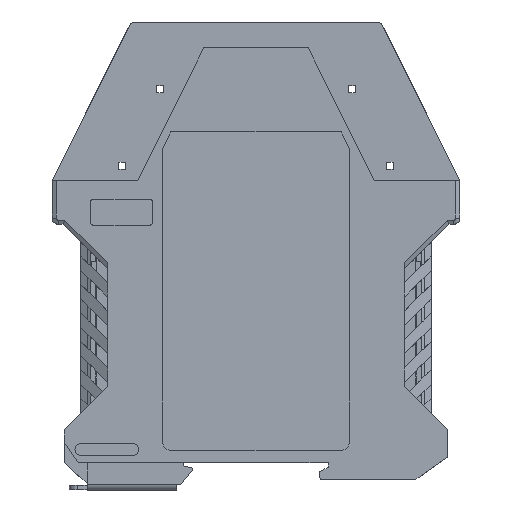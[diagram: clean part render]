
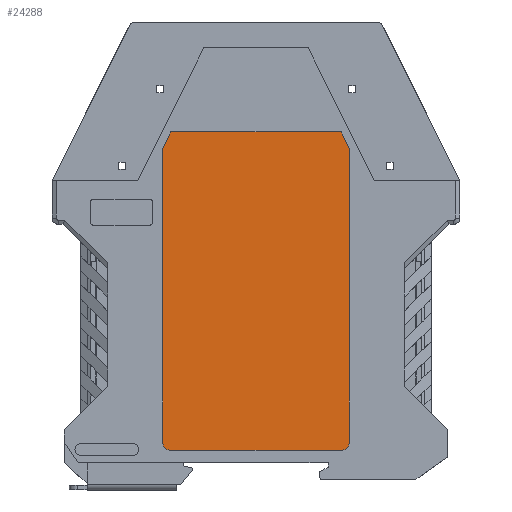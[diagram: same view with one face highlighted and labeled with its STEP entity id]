
A CAD part, top view. The second image highlights one B-rep face of the part: STEP entity #24288.
In plain terms, the highlighted planar face has unit normal (0, 0, 1).
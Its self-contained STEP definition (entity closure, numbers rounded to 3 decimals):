
#1093=FACE_OUTER_BOUND('',#2240,.T.);
#2240=EDGE_LOOP('',(#19459,#19460,#19461,#19462,#19463,#19464,#19465,#19466));
#2817=CIRCLE('',#25804,2.);
#2818=CIRCLE('',#25805,2.);
#5206=LINE('',#37077,#8265);
#5209=LINE('',#37083,#8268);
#5212=LINE('',#37089,#8271);
#5214=LINE('',#37093,#8273);
#5215=LINE('',#37096,#8274);
#5216=LINE('',#37099,#8275);
#8265=VECTOR('',#30477,1.);
#8268=VECTOR('',#30482,1.);
#8271=VECTOR('',#30487,1.);
#8273=VECTOR('',#30491,1.);
#8274=VECTOR('',#30494,1.);
#8275=VECTOR('',#30499,1.);
#10681=VERTEX_POINT('',#37073);
#10682=VERTEX_POINT('',#37075);
#10683=VERTEX_POINT('',#37079);
#10684=VERTEX_POINT('',#37081);
#10685=VERTEX_POINT('',#37085);
#10686=VERTEX_POINT('',#37087);
#10687=VERTEX_POINT('',#37091);
#10688=VERTEX_POINT('',#37095);
#13739=EDGE_CURVE('',#10681,#10682,#5206,.T.);
#13742=EDGE_CURVE('',#10684,#10683,#5209,.T.);
#13745=EDGE_CURVE('',#10685,#10686,#5212,.T.);
#13747=EDGE_CURVE('',#10686,#10687,#5214,.T.);
#13748=EDGE_CURVE('',#10687,#10688,#5215,.T.);
#13749=EDGE_CURVE('',#10688,#10683,#2817,.T.);
#13750=EDGE_CURVE('',#10684,#10681,#2818,.T.);
#13751=EDGE_CURVE('',#10682,#10685,#5216,.T.);
#19459=ORIENTED_EDGE('',*,*,#13747,.T.);
#19460=ORIENTED_EDGE('',*,*,#13748,.T.);
#19461=ORIENTED_EDGE('',*,*,#13749,.T.);
#19462=ORIENTED_EDGE('',*,*,#13742,.F.);
#19463=ORIENTED_EDGE('',*,*,#13750,.T.);
#19464=ORIENTED_EDGE('',*,*,#13739,.T.);
#19465=ORIENTED_EDGE('',*,*,#13751,.T.);
#19466=ORIENTED_EDGE('',*,*,#13745,.T.);
#22139=PLANE('',#25803);
#24288=ADVANCED_FACE('',(#1093),#22139,.T.);
#25803=AXIS2_PLACEMENT_3D('',#37094,#30492,#30493);
#25804=AXIS2_PLACEMENT_3D('',#37097,#30495,#30496);
#25805=AXIS2_PLACEMENT_3D('',#37098,#30497,#30498);
#30477=DIRECTION('',(0.,1.,0.));
#30482=DIRECTION('',(-1.,0.,0.));
#30487=DIRECTION('',(-1.,0.,0.));
#30491=DIRECTION('',(-0.447,-0.894,0.));
#30492=DIRECTION('center_axis',(0.,0.,1.));
#30493=DIRECTION('ref_axis',(1.,0.,0.));
#30494=DIRECTION('',(0.,-1.,0.));
#30495=DIRECTION('center_axis',(0.,0.,1.));
#30496=DIRECTION('ref_axis',(1.,0.,0.));
#30497=DIRECTION('center_axis',(0.,0.,1.));
#30498=DIRECTION('ref_axis',(1.,0.,0.));
#30499=DIRECTION('',(-0.447,0.894,0.));
#37073=CARTESIAN_POINT('',(22.65,13.,11.1));
#37075=CARTESIAN_POINT('',(22.65,84.3,11.1));
#37077=CARTESIAN_POINT('',(22.65,0.,11.1));
#37079=CARTESIAN_POINT('',(-20.65,11.,11.1));
#37081=CARTESIAN_POINT('',(20.65,11.,11.1));
#37083=CARTESIAN_POINT('',(0.,11.,11.1));
#37085=CARTESIAN_POINT('',(20.65,88.3,11.1));
#37087=CARTESIAN_POINT('',(-20.65,88.3,11.1));
#37089=CARTESIAN_POINT('',(0.,88.3,11.1));
#37091=CARTESIAN_POINT('',(-22.65,84.3,11.1));
#37093=CARTESIAN_POINT('',(-51.84,25.92,11.1));
#37094=CARTESIAN_POINT('Origin',(6.465,83.955,11.1));
#37095=CARTESIAN_POINT('',(-22.65,13.,11.1));
#37096=CARTESIAN_POINT('',(-22.65,0.,11.1));
#37097=CARTESIAN_POINT('Origin',(-20.65,13.,11.1));
#37098=CARTESIAN_POINT('Origin',(20.65,13.,11.1));
#37099=CARTESIAN_POINT('',(51.84,25.92,11.1));
